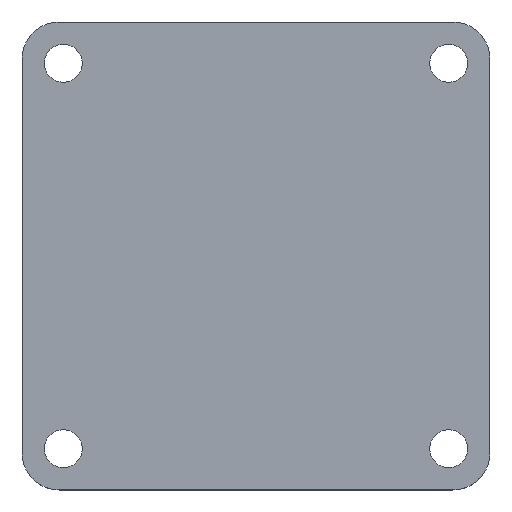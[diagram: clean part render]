
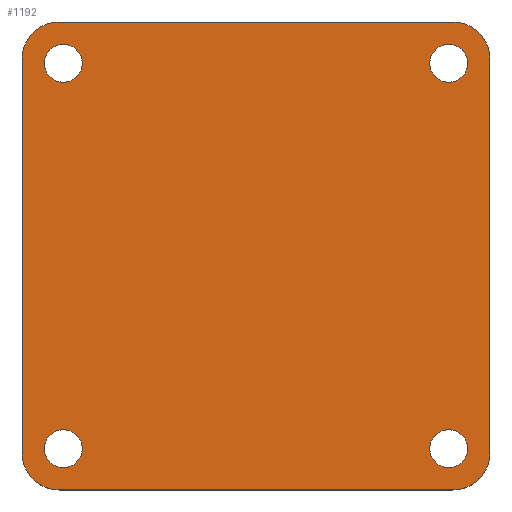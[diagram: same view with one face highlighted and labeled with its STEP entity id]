
A CAD part, top view. The second image highlights one B-rep face of the part: STEP entity #1192.
In plain terms, the highlighted planar face has unit normal (0, 0, 1).
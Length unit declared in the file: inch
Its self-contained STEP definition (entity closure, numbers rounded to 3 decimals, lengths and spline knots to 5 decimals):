
#20 = ORIENTED_EDGE ( 'NONE', *, *, #2555, .T. ) ;
#35 = VERTEX_POINT ( 'NONE', #1519 ) ;
#38 = CARTESIAN_POINT ( 'NONE',  ( 3.575, -4.25, 7. ) ) ;
#58 = DIRECTION ( 'NONE',  ( 0., 0., 1. ) ) ;
#91 = CARTESIAN_POINT ( 'NONE',  ( -4.25, -3.575, 7. ) ) ;
#95 = DIRECTION ( 'NONE',  ( 0., 0., -1. ) ) ;
#119 = EDGE_CURVE ( 'NONE', #2742, #35, #258, .T. ) ;
#130 = ORIENTED_EDGE ( 'NONE', *, *, #1555, .T. ) ;
#143 = CARTESIAN_POINT ( 'NONE',  ( 3.5, 3.5, 7. ) ) ;
#158 = DIRECTION ( 'NONE',  ( -1., 0., 0. ) ) ;
#176 = VERTEX_POINT ( 'NONE', #3332 ) ;
#201 = EDGE_CURVE ( 'NONE', #2870, #1184, #1090, .T. ) ;
#220 = DIRECTION ( 'NONE',  ( 0., 0., -1. ) ) ;
#258 = LINE ( 'NONE', #743, #2793 ) ;
#268 = EDGE_CURVE ( 'NONE', #689, #3083, #614, .T. ) ;
#284 = AXIS2_PLACEMENT_3D ( 'NONE', #1888, #1390, #2730 ) ;
#290 = CARTESIAN_POINT ( 'NONE',  ( 3.5, 3.5, 7. ) ) ;
#356 = VECTOR ( 'NONE', #2437, 39.37008 ) ;
#384 = LINE ( 'NONE', #843, #2486 ) ;
#417 = CIRCLE ( 'NONE', #2200, 0.34375 ) ;
#444 = EDGE_LOOP ( 'NONE', ( #1304, #1456 ) ) ;
#520 = FACE_BOUND ( 'NONE', #640, .T. ) ;
#548 = CIRCLE ( 'NONE', #1630, 0.34375 ) ;
#597 = CARTESIAN_POINT ( 'NONE',  ( -3.15625, -3.5, 7. ) ) ;
#612 = EDGE_CURVE ( 'NONE', #650, #2016, #548, .T. ) ;
#614 = CIRCLE ( 'NONE', #3210, 0.34375 ) ;
#625 = CIRCLE ( 'NONE', #2641, 0.675 ) ;
#637 = EDGE_CURVE ( 'NONE', #2090, #1932, #2467, .T. ) ;
#640 = EDGE_LOOP ( 'NONE', ( #3339, #789 ) ) ;
#649 = CARTESIAN_POINT ( 'NONE',  ( -3.84375, 3.5, 7. ) ) ;
#650 = VERTEX_POINT ( 'NONE', #1171 ) ;
#689 = VERTEX_POINT ( 'NONE', #597 ) ;
#716 = DIRECTION ( 'NONE',  ( 1., 0., 0. ) ) ;
#743 = CARTESIAN_POINT ( 'NONE',  ( -4.25, 4.25, 7. ) ) ;
#770 = DIRECTION ( 'NONE',  ( 0., 0., 1. ) ) ;
#772 = DIRECTION ( 'NONE',  ( -1., 0., 0. ) ) ;
#789 = ORIENTED_EDGE ( 'NONE', *, *, #612, .T. ) ;
#796 = ORIENTED_EDGE ( 'NONE', *, *, #268, .F. ) ;
#841 = LINE ( 'NONE', #1026, #1700 ) ;
#843 = CARTESIAN_POINT ( 'NONE',  ( 4.25, -4.25, 7. ) ) ;
#858 = CARTESIAN_POINT ( 'NONE',  ( 3.575, 3.575, 7. ) ) ;
#902 = DIRECTION ( 'NONE',  ( 0., 1., 0. ) ) ;
#921 = ORIENTED_EDGE ( 'NONE', *, *, #1175, .F. ) ;
#926 = CARTESIAN_POINT ( 'NONE',  ( 3.575, -3.575, 7. ) ) ;
#949 = ORIENTED_EDGE ( 'NONE', *, *, #2659, .T. ) ;
#971 = DIRECTION ( 'NONE',  ( 0., 0., 1. ) ) ;
#1005 = CARTESIAN_POINT ( 'NONE',  ( 3.5, -3.5, 7. ) ) ;
#1021 = FACE_BOUND ( 'NONE', #1281, .T. ) ;
#1026 = CARTESIAN_POINT ( 'NONE',  ( -4.25, -4.25, 7. ) ) ;
#1080 = EDGE_CURVE ( 'NONE', #2016, #650, #2693, .T. ) ;
#1090 = CIRCLE ( 'NONE', #3207, 0.34375 ) ;
#1119 = DIRECTION ( 'NONE',  ( 0., 0., -1. ) ) ;
#1128 = LINE ( 'NONE', #1886, #356 ) ;
#1158 = DIRECTION ( 'NONE',  ( 1., 0., 0. ) ) ;
#1171 = CARTESIAN_POINT ( 'NONE',  ( 3.15625, 3.5, 7. ) ) ;
#1175 = EDGE_CURVE ( 'NONE', #3083, #689, #2131, .T. ) ;
#1184 = VERTEX_POINT ( 'NONE', #2862 ) ;
#1192 = ADVANCED_FACE ( 'NONE', ( #1318, #1021, #2812, #520, #3315 ), #1824, .T. ) ;
#1281 = EDGE_LOOP ( 'NONE', ( #796, #921 ) ) ;
#1297 = DIRECTION ( 'NONE',  ( 1., 0., 0. ) ) ;
#1304 = ORIENTED_EDGE ( 'NONE', *, *, #201, .F. ) ;
#1318 = FACE_BOUND ( 'NONE', #444, .T. ) ;
#1390 = DIRECTION ( 'NONE',  ( 0., 0., -1. ) ) ;
#1411 = CARTESIAN_POINT ( 'NONE',  ( -4.25, 3.575, 7. ) ) ;
#1456 = ORIENTED_EDGE ( 'NONE', *, *, #1499, .F. ) ;
#1463 = EDGE_CURVE ( 'NONE', #3176, #2742, #3314, .T. ) ;
#1473 = CIRCLE ( 'NONE', #2890, 0.34375 ) ;
#1482 = AXIS2_PLACEMENT_3D ( 'NONE', #2042, #770, #2080 ) ;
#1499 = EDGE_CURVE ( 'NONE', #1184, #2870, #417, .T. ) ;
#1514 = DIRECTION ( 'NONE',  ( 0., 0., -1. ) ) ;
#1519 = CARTESIAN_POINT ( 'NONE',  ( 3.575, 4.25, 7. ) ) ;
#1550 = CARTESIAN_POINT ( 'NONE',  ( -4.25, -4.25, 7. ) ) ;
#1555 = EDGE_CURVE ( 'NONE', #2952, #3306, #1128, .T. ) ;
#1610 = CARTESIAN_POINT ( 'NONE',  ( -3.575, -3.575, 7. ) ) ;
#1630 = AXIS2_PLACEMENT_3D ( 'NONE', #143, #1635, #158 ) ;
#1635 = DIRECTION ( 'NONE',  ( 0., 0., -1. ) ) ;
#1645 = EDGE_CURVE ( 'NONE', #3306, #176, #625, .T. ) ;
#1666 = DIRECTION ( 'NONE',  ( 1., 0., 0. ) ) ;
#1700 = VECTOR ( 'NONE', #3105, 39.37008 ) ;
#1783 = ORIENTED_EDGE ( 'NONE', *, *, #1645, .T. ) ;
#1802 = AXIS2_PLACEMENT_3D ( 'NONE', #1550, #971, #1297 ) ;
#1813 = DIRECTION ( 'NONE',  ( 1., 0., 0. ) ) ;
#1824 = PLANE ( 'NONE',  #1802 ) ;
#1857 = AXIS2_PLACEMENT_3D ( 'NONE', #2008, #1514, #2571 ) ;
#1863 = CARTESIAN_POINT ( 'NONE',  ( -3.575, -4.25, 7. ) ) ;
#1885 = EDGE_LOOP ( 'NONE', ( #130, #1783, #2768, #2119, #3029, #2219, #2005, #20 ) ) ;
#1886 = CARTESIAN_POINT ( 'NONE',  ( -4.25, -4.25, 7. ) ) ;
#1888 = CARTESIAN_POINT ( 'NONE',  ( -3.5, 3.5, 7. ) ) ;
#1932 = VERTEX_POINT ( 'NONE', #649 ) ;
#1942 = EDGE_CURVE ( 'NONE', #176, #2956, #384, .T. ) ;
#1973 = ORIENTED_EDGE ( 'NONE', *, *, #637, .T. ) ;
#2005 = ORIENTED_EDGE ( 'NONE', *, *, #3004, .F. ) ;
#2008 = CARTESIAN_POINT ( 'NONE',  ( -3.575, 3.575, 7. ) ) ;
#2016 = VERTEX_POINT ( 'NONE', #2462 ) ;
#2042 = CARTESIAN_POINT ( 'NONE',  ( -3.5, -3.5, 7. ) ) ;
#2080 = DIRECTION ( 'NONE',  ( 1., 0., 0. ) ) ;
#2090 = VERTEX_POINT ( 'NONE', #2774 ) ;
#2119 = ORIENTED_EDGE ( 'NONE', *, *, #3061, .F. ) ;
#2129 = AXIS2_PLACEMENT_3D ( 'NONE', #858, #1119, #1158 ) ;
#2131 = CIRCLE ( 'NONE', #1482, 0.34375 ) ;
#2168 = CARTESIAN_POINT ( 'NONE',  ( 3.5, -3.5, 7. ) ) ;
#2178 = AXIS2_PLACEMENT_3D ( 'NONE', #1610, #2886, #2668 ) ;
#2200 = AXIS2_PLACEMENT_3D ( 'NONE', #2168, #58, #2873 ) ;
#2219 = ORIENTED_EDGE ( 'NONE', *, *, #1463, .F. ) ;
#2274 = CARTESIAN_POINT ( 'NONE',  ( -3.84375, -3.5, 7. ) ) ;
#2279 = DIRECTION ( 'NONE',  ( 1., 0., 0. ) ) ;
#2285 = EDGE_LOOP ( 'NONE', ( #1973, #949 ) ) ;
#2339 = CIRCLE ( 'NONE', #2178, 0.675 ) ;
#2347 = DIRECTION ( 'NONE',  ( 0., 0., 1. ) ) ;
#2350 = CARTESIAN_POINT ( 'NONE',  ( 4.25, 3.575, 7. ) ) ;
#2437 = DIRECTION ( 'NONE',  ( 1., 0., 0. ) ) ;
#2462 = CARTESIAN_POINT ( 'NONE',  ( 3.84375, 3.5, 7. ) ) ;
#2467 = CIRCLE ( 'NONE', #284, 0.34375 ) ;
#2486 = VECTOR ( 'NONE', #902, 39.37008 ) ;
#2555 = EDGE_CURVE ( 'NONE', #3030, #2952, #2339, .T. ) ;
#2571 = DIRECTION ( 'NONE',  ( 1., 0., 0. ) ) ;
#2641 = AXIS2_PLACEMENT_3D ( 'NONE', #926, #2806, #716 ) ;
#2651 = CARTESIAN_POINT ( 'NONE',  ( 3.84375, -3.5, 7. ) ) ;
#2659 = EDGE_CURVE ( 'NONE', #1932, #2090, #1473, .T. ) ;
#2668 = DIRECTION ( 'NONE',  ( 1., 0., 0. ) ) ;
#2693 = CIRCLE ( 'NONE', #2753, 0.34375 ) ;
#2721 = CARTESIAN_POINT ( 'NONE',  ( -3.575, 4.25, 7. ) ) ;
#2730 = DIRECTION ( 'NONE',  ( 1., 0., 0. ) ) ;
#2742 = VERTEX_POINT ( 'NONE', #2721 ) ;
#2753 = AXIS2_PLACEMENT_3D ( 'NONE', #290, #220, #2875 ) ;
#2768 = ORIENTED_EDGE ( 'NONE', *, *, #1942, .T. ) ;
#2774 = CARTESIAN_POINT ( 'NONE',  ( -3.15625, 3.5, 7. ) ) ;
#2793 = VECTOR ( 'NONE', #2279, 39.37008 ) ;
#2806 = DIRECTION ( 'NONE',  ( 0., 0., 1. ) ) ;
#2812 = FACE_OUTER_BOUND ( 'NONE', #1885, .T. ) ;
#2862 = CARTESIAN_POINT ( 'NONE',  ( 3.15625, -3.5, 7. ) ) ;
#2870 = VERTEX_POINT ( 'NONE', #2651 ) ;
#2873 = DIRECTION ( 'NONE',  ( -1., 0., 0. ) ) ;
#2875 = DIRECTION ( 'NONE',  ( -1., 0., 0. ) ) ;
#2886 = DIRECTION ( 'NONE',  ( 0., 0., 1. ) ) ;
#2890 = AXIS2_PLACEMENT_3D ( 'NONE', #3232, #95, #1666 ) ;
#2895 = CARTESIAN_POINT ( 'NONE',  ( -3.5, -3.5, 7. ) ) ;
#2952 = VERTEX_POINT ( 'NONE', #1863 ) ;
#2956 = VERTEX_POINT ( 'NONE', #2350 ) ;
#3004 = EDGE_CURVE ( 'NONE', #3030, #3176, #841, .T. ) ;
#3029 = ORIENTED_EDGE ( 'NONE', *, *, #119, .F. ) ;
#3030 = VERTEX_POINT ( 'NONE', #91 ) ;
#3061 = EDGE_CURVE ( 'NONE', #35, #2956, #3097, .T. ) ;
#3083 = VERTEX_POINT ( 'NONE', #2274 ) ;
#3097 = CIRCLE ( 'NONE', #2129, 0.675 ) ;
#3101 = DIRECTION ( 'NONE',  ( 0., 0., 1. ) ) ;
#3105 = DIRECTION ( 'NONE',  ( 0., 1., 0. ) ) ;
#3176 = VERTEX_POINT ( 'NONE', #1411 ) ;
#3207 = AXIS2_PLACEMENT_3D ( 'NONE', #1005, #3101, #772 ) ;
#3210 = AXIS2_PLACEMENT_3D ( 'NONE', #2895, #2347, #1813 ) ;
#3232 = CARTESIAN_POINT ( 'NONE',  ( -3.5, 3.5, 7. ) ) ;
#3306 = VERTEX_POINT ( 'NONE', #38 ) ;
#3314 = CIRCLE ( 'NONE', #1857, 0.675 ) ;
#3315 = FACE_BOUND ( 'NONE', #2285, .T. ) ;
#3332 = CARTESIAN_POINT ( 'NONE',  ( 4.25, -3.575, 7. ) ) ;
#3339 = ORIENTED_EDGE ( 'NONE', *, *, #1080, .T. ) ;
